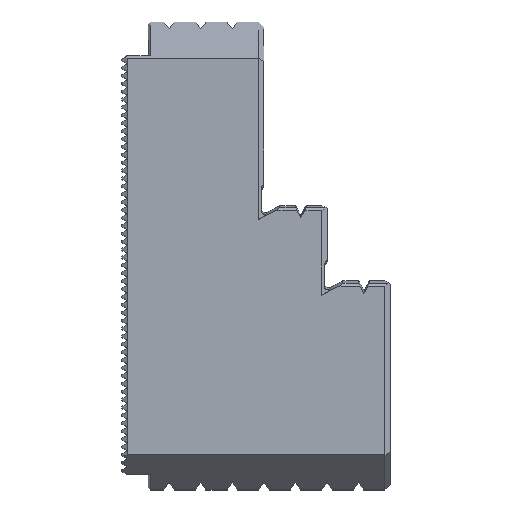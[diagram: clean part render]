
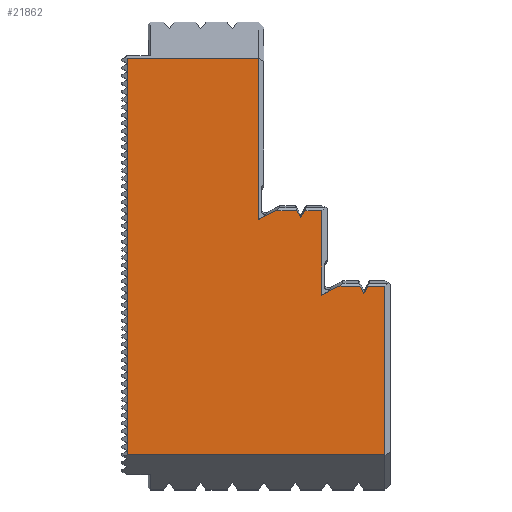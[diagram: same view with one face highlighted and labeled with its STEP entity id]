
A CAD part, top view. The second image highlights one B-rep face of the part: STEP entity #21862.
In plain terms, the highlighted planar face has unit normal (0, 0, 1).
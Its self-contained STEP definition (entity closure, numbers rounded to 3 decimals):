
#147 = VECTOR ( 'NONE', #19863, 1000. ) ;
#777 = VERTEX_POINT ( 'NONE', #22154 ) ;
#944 = VERTEX_POINT ( 'NONE', #18378 ) ;
#1210 = DIRECTION ( 'NONE',  ( 0., 1., 0. ) ) ;
#1336 = DIRECTION ( 'NONE',  ( -1., 0., 0. ) ) ;
#1464 = CARTESIAN_POINT ( 'NONE',  ( 34.258, 51.728, 17.5 ) ) ;
#1883 = DIRECTION ( 'NONE',  ( -1., 0., 0. ) ) ;
#2050 = B_SPLINE_CURVE_WITH_KNOTS ( 'NONE', 3,
 ( #7123, #14031, #19333, #20933 ),
 .UNSPECIFIED., .F., .F.,
 ( 4, 4 ),
 ( 0.053, 0.057 ),
 .UNSPECIFIED. ) ;
#2249 = CARTESIAN_POINT ( 'NONE',  ( 26., 81.533, 17.5 ) ) ;
#2331 = CARTESIAN_POINT ( 'NONE',  ( 42., 38.268, 17.5 ) ) ;
#2589 = CARTESIAN_POINT ( 'NONE',  ( 34., 51.274, 17.5 ) ) ;
#3101 = ORIENTED_EDGE ( 'NONE', *, *, #7141, .F. ) ;
#3116 = VERTEX_POINT ( 'NONE', #13068 ) ;
#3202 = B_SPLINE_CURVE_WITH_KNOTS ( 'NONE', 3,
 ( #16719, #15029, #6217, #2589 ),
 .UNSPECIFIED., .F., .F.,
 ( 4, 4 ),
 ( 0.058, 0.06 ),
 .UNSPECIFIED. ) ;
#3391 = DIRECTION ( 'NONE',  ( 0., 1., 0. ) ) ;
#3399 = VERTEX_POINT ( 'NONE', #20980 ) ;
#3600 = VECTOR ( 'NONE', #14473, 1000. ) ;
#3879 = LINE ( 'NONE', #10323, #13704 ) ;
#3973 = CARTESIAN_POINT ( 'NONE',  ( 51., 81.533, 17.5 ) ) ;
#4039 = AXIS2_PLACEMENT_3D ( 'NONE', #3973, #15847, #10870 ) ;
#4181 = LINE ( 'NONE', #16042, #11456 ) ;
#4387 = LINE ( 'NONE', #19417, #147 ) ;
#4586 = CARTESIAN_POINT ( 'NONE',  ( 1., 81.533, 17.5 ) ) ;
#5008 = VERTEX_POINT ( 'NONE', #11323 ) ;
#5645 = DIRECTION ( 'NONE',  ( -1., 0., 0. ) ) ;
#5777 = PLANE ( 'NONE',  #4039 ) ;
#6217 = CARTESIAN_POINT ( 'NONE',  ( 33.742, 51.728, 17.5 ) ) ;
#6264 = VECTOR ( 'NONE', #14588, 1000. ) ;
#6381 = VERTEX_POINT ( 'NONE', #19361 ) ;
#6404 = EDGE_CURVE ( 'NONE', #5008, #20353, #3879, .T. ) ;
#6701 = EDGE_CURVE ( 'NONE', #14094, #14701, #15101, .T. ) ;
#6751 = ORIENTED_EDGE ( 'NONE', *, *, #16031, .T. ) ;
#6904 = ORIENTED_EDGE ( 'NONE', *, *, #11956, .T. ) ;
#6924 = EDGE_CURVE ( 'NONE', #6381, #5008, #9045, .T. ) ;
#7123 = CARTESIAN_POINT ( 'NONE',  ( 26., 50.918, 17.5 ) ) ;
#7141 = EDGE_CURVE ( 'NONE', #944, #20353, #11421, .T. ) ;
#7635 = VERTEX_POINT ( 'NONE', #9076 ) ;
#7829 = ORIENTED_EDGE ( 'NONE', *, *, #8109, .T. ) ;
#8109 = EDGE_CURVE ( 'NONE', #19847, #12506, #14370, .T. ) ;
#8144 = CARTESIAN_POINT ( 'NONE',  ( 34., 51.274, 17.5 ) ) ;
#8149 = ORIENTED_EDGE ( 'NONE', *, *, #15916, .T. ) ;
#8223 = DIRECTION ( 'NONE',  ( -1., 0., 0. ) ) ;
#9019 = LINE ( 'NONE', #2331, #19914 ) ;
#9045 = LINE ( 'NONE', #2249, #3600 ) ;
#9076 = CARTESIAN_POINT ( 'NONE',  ( 33.227, 52.635, 17.5 ) ) ;
#9145 = B_SPLINE_CURVE_WITH_KNOTS ( 'NONE', 3,
 ( #13473, #17094, #22420, #18883 ),
 .UNSPECIFIED., .F., .F.,
 ( 4, 4 ),
 ( 0.042, 0.044 ),
 .UNSPECIFIED. ) ;
#9252 = CARTESIAN_POINT ( 'NONE',  ( 51., 6.229, 17.5 ) ) ;
#9278 = B_SPLINE_CURVE_WITH_KNOTS ( 'NONE', 3,
 ( #13061, #9439, #18030, #14978 ),
 .UNSPECIFIED., .F., .F.,
 ( 4, 4 ),
 ( 0.037, 0.041 ),
 .UNSPECIFIED. ) ;
#9439 = CARTESIAN_POINT ( 'NONE',  ( 39.083, 37.115, 17.5 ) ) ;
#9513 = EDGE_CURVE ( 'NONE', #6381, #16004, #2050, .T. ) ;
#9762 = ORIENTED_EDGE ( 'NONE', *, *, #6404, .T. ) ;
#10283 = CARTESIAN_POINT ( 'NONE',  ( 38., 81.533, 17.5 ) ) ;
#10323 = CARTESIAN_POINT ( 'NONE',  ( 51., 81.533, 17.5 ) ) ;
#10673 = EDGE_CURVE ( 'NONE', #7635, #14094, #3202, .T. ) ;
#10870 = DIRECTION ( 'NONE',  ( 0., 1., 0. ) ) ;
#11086 = VECTOR ( 'NONE', #1336, 1000. ) ;
#11323 = CARTESIAN_POINT ( 'NONE',  ( 26., 81.533, 17.5 ) ) ;
#11421 = LINE ( 'NONE', #19899, #13781 ) ;
#11456 = VECTOR ( 'NONE', #8223, 1000. ) ;
#11956 = EDGE_CURVE ( 'NONE', #3116, #19847, #4387, .T. ) ;
#12304 = ORIENTED_EDGE ( 'NONE', *, *, #6701, .F. ) ;
#12374 = VERTEX_POINT ( 'NONE', #20402 ) ;
#12506 = VERTEX_POINT ( 'NONE', #22214 ) ;
#13061 = CARTESIAN_POINT ( 'NONE',  ( 38., 36.538, 17.5 ) ) ;
#13068 = CARTESIAN_POINT ( 'NONE',  ( 50., 6.229, 17.5 ) ) ;
#13119 = LINE ( 'NONE', #18202, #11086 ) ;
#13473 = CARTESIAN_POINT ( 'NONE',  ( 45.226, 38.268, 17.5 ) ) ;
#13587 = CARTESIAN_POINT ( 'NONE',  ( 34.515, 52.181, 17.5 ) ) ;
#13704 = VECTOR ( 'NONE', #15756, 1000. ) ;
#13781 = VECTOR ( 'NONE', #1210, 1000. ) ;
#13793 = LINE ( 'NONE', #10283, #20478 ) ;
#14031 = CARTESIAN_POINT ( 'NONE',  ( 27.081, 51.49, 17.5 ) ) ;
#14094 = VERTEX_POINT ( 'NONE', #15550 ) ;
#14345 = VECTOR ( 'NONE', #5645, 1000. ) ;
#14370 = LINE ( 'NONE', #16286, #6264 ) ;
#14473 = DIRECTION ( 'NONE',  ( 0., 1., 0. ) ) ;
#14588 = DIRECTION ( 'NONE',  ( -1., 0., 0. ) ) ;
#14701 = VERTEX_POINT ( 'NONE', #19793 ) ;
#14978 = CARTESIAN_POINT ( 'NONE',  ( 41.248, 38.268, 17.5 ) ) ;
#15029 = CARTESIAN_POINT ( 'NONE',  ( 33.485, 52.181, 17.5 ) ) ;
#15101 = B_SPLINE_CURVE_WITH_KNOTS ( 'NONE', 3,
 ( #8144, #1464, #13587, #20488 ),
 .UNSPECIFIED., .F., .F.,
 ( 4, 4 ),
 ( 0.104, 0.106 ),
 .UNSPECIFIED. ) ;
#15336 = CARTESIAN_POINT ( 'NONE',  ( 46., 36.897, 17.5 ) ) ;
#15434 = CARTESIAN_POINT ( 'NONE',  ( 50., 38.268, 17.5 ) ) ;
#15550 = CARTESIAN_POINT ( 'NONE',  ( 34., 51.274, 17.5 ) ) ;
#15756 = DIRECTION ( 'NONE',  ( -1., 0., 0. ) ) ;
#15847 = DIRECTION ( 'NONE',  ( 0., 0., -1. ) ) ;
#15916 = EDGE_CURVE ( 'NONE', #7635, #16004, #13119, .T. ) ;
#16004 = VERTEX_POINT ( 'NONE', #17072 ) ;
#16029 = ORIENTED_EDGE ( 'NONE', *, *, #10673, .F. ) ;
#16031 = EDGE_CURVE ( 'NONE', #12374, #777, #13793, .T. ) ;
#16042 = CARTESIAN_POINT ( 'NONE',  ( 35., 52.635, 17.5 ) ) ;
#16125 = EDGE_CURVE ( 'NONE', #3116, #944, #21481, .T. ) ;
#16203 = EDGE_CURVE ( 'NONE', #777, #14701, #4181, .T. ) ;
#16286 = CARTESIAN_POINT ( 'NONE',  ( 47., 38.268, 17.5 ) ) ;
#16515 = CARTESIAN_POINT ( 'NONE',  ( 46.258, 37.354, 17.5 ) ) ;
#16719 = CARTESIAN_POINT ( 'NONE',  ( 33.227, 52.635, 17.5 ) ) ;
#16816 = EDGE_CURVE ( 'NONE', #3399, #18541, #9145, .T. ) ;
#17032 = ORIENTED_EDGE ( 'NONE', *, *, #16203, .T. ) ;
#17072 = CARTESIAN_POINT ( 'NONE',  ( 29.244, 52.635, 17.5 ) ) ;
#17094 = CARTESIAN_POINT ( 'NONE',  ( 45.484, 37.811, 17.5 ) ) ;
#17418 = ORIENTED_EDGE ( 'NONE', *, *, #19759, .F. ) ;
#17964 = ORIENTED_EDGE ( 'NONE', *, *, #16125, .F. ) ;
#18030 = CARTESIAN_POINT ( 'NONE',  ( 40.165, 37.692, 17.5 ) ) ;
#18099 = ORIENTED_EDGE ( 'NONE', *, *, #21023, .T. ) ;
#18202 = CARTESIAN_POINT ( 'NONE',  ( 30., 52.635, 17.5 ) ) ;
#18378 = CARTESIAN_POINT ( 'NONE',  ( 1., 6.229, 17.5 ) ) ;
#18416 = CARTESIAN_POINT ( 'NONE',  ( 46.516, 37.811, 17.5 ) ) ;
#18524 = CARTESIAN_POINT ( 'NONE',  ( 46.774, 38.268, 17.5 ) ) ;
#18541 = VERTEX_POINT ( 'NONE', #15336 ) ;
#18881 = CARTESIAN_POINT ( 'NONE',  ( 41.248, 38.268, 17.5 ) ) ;
#18883 = CARTESIAN_POINT ( 'NONE',  ( 46., 36.897, 17.5 ) ) ;
#19333 = CARTESIAN_POINT ( 'NONE',  ( 28.163, 52.063, 17.5 ) ) ;
#19361 = CARTESIAN_POINT ( 'NONE',  ( 26., 50.918, 17.5 ) ) ;
#19417 = CARTESIAN_POINT ( 'NONE',  ( 50., 81.533, 17.5 ) ) ;
#19759 = EDGE_CURVE ( 'NONE', #12374, #21700, #9278, .T. ) ;
#19793 = CARTESIAN_POINT ( 'NONE',  ( 34.773, 52.635, 17.5 ) ) ;
#19847 = VERTEX_POINT ( 'NONE', #15434 ) ;
#19863 = DIRECTION ( 'NONE',  ( 0., 1., 0. ) ) ;
#19899 = CARTESIAN_POINT ( 'NONE',  ( 1., -0.411, 17.5 ) ) ;
#19914 = VECTOR ( 'NONE', #1883, 1000. ) ;
#20353 = VERTEX_POINT ( 'NONE', #4586 ) ;
#20391 = ORIENTED_EDGE ( 'NONE', *, *, #9513, .F. ) ;
#20402 = CARTESIAN_POINT ( 'NONE',  ( 38., 36.538, 17.5 ) ) ;
#20478 = VECTOR ( 'NONE', #3391, 1000. ) ;
#20488 = CARTESIAN_POINT ( 'NONE',  ( 34.773, 52.635, 17.5 ) ) ;
#20568 = EDGE_LOOP ( 'NONE', ( #6904, #7829, #21084, #21305, #18099, #17418, #6751, #17032, #12304, #16029, #8149, #20391, #22055, #9762, #3101, #17964 ) ) ;
#20933 = CARTESIAN_POINT ( 'NONE',  ( 29.244, 52.635, 17.5 ) ) ;
#20939 = FACE_OUTER_BOUND ( 'NONE', #20568, .T. ) ;
#20980 = CARTESIAN_POINT ( 'NONE',  ( 45.226, 38.268, 17.5 ) ) ;
#21023 = EDGE_CURVE ( 'NONE', #3399, #21700, #9019, .T. ) ;
#21084 = ORIENTED_EDGE ( 'NONE', *, *, #22013, .F. ) ;
#21305 = ORIENTED_EDGE ( 'NONE', *, *, #16816, .F. ) ;
#21375 = B_SPLINE_CURVE_WITH_KNOTS ( 'NONE', 3,
 ( #21618, #16515, #18416, #18524 ),
 .UNSPECIFIED., .F., .F.,
 ( 4, 4 ),
 ( 0.073, 0.075 ),
 .UNSPECIFIED. ) ;
#21481 = LINE ( 'NONE', #9252, #14345 ) ;
#21618 = CARTESIAN_POINT ( 'NONE',  ( 46., 36.897, 17.5 ) ) ;
#21700 = VERTEX_POINT ( 'NONE', #18881 ) ;
#21862 = ADVANCED_FACE ( 'NONE', ( #20939 ), #5777, .F. ) ;
#22013 = EDGE_CURVE ( 'NONE', #18541, #12506, #21375, .T. ) ;
#22055 = ORIENTED_EDGE ( 'NONE', *, *, #6924, .T. ) ;
#22154 = CARTESIAN_POINT ( 'NONE',  ( 38., 52.635, 17.5 ) ) ;
#22214 = CARTESIAN_POINT ( 'NONE',  ( 46.774, 38.268, 17.5 ) ) ;
#22420 = CARTESIAN_POINT ( 'NONE',  ( 45.742, 37.354, 17.5 ) ) ;
